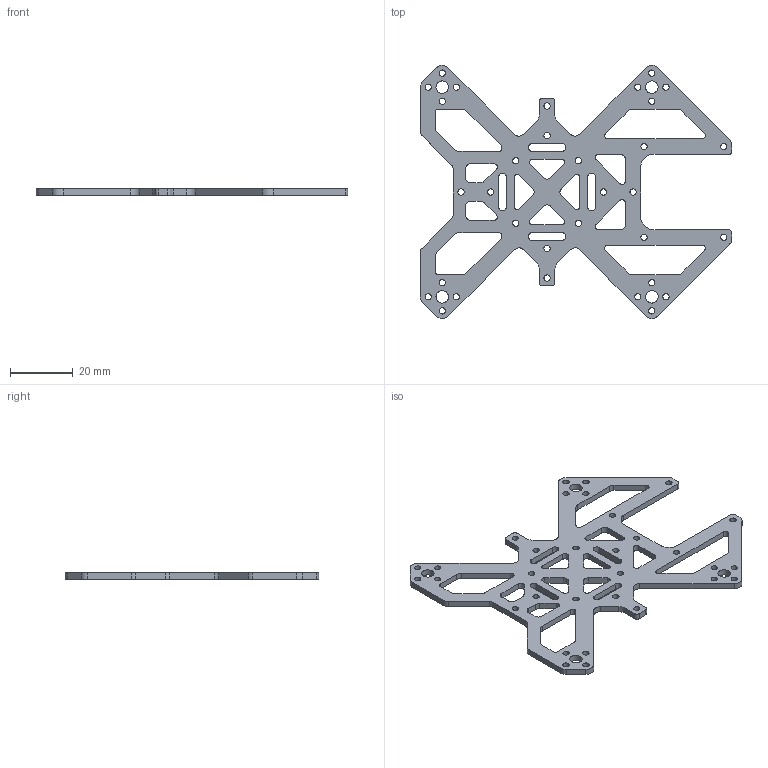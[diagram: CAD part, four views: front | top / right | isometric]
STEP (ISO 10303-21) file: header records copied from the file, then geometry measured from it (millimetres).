
FILE_DESCRIPTION(('FreeCAD Model'),'2;1');
FILE_NAME('Open CASCADE Shape Model','2024-12-21T14:58:39',(''),(''), 'Open CASCADE STEP processor 7.8','FreeCAD','Unknown');
FILE_SCHEMA(('AUTOMOTIVE_DESIGN { 1 0 10303 214 1 1 1 1 }'));
Length unit declared in the file: millimetre
Products named in the file (1): Scale
Bounding box: 99.5 x 81 x 2 mm (x, y, z)
Volume: 6403.5 mm3; surface area: 9020.6 mm2
Topology: 1 solids, 1 shells, 202 faces, 600 edges, 400 vertices
Faces by surface type: bspline 202
Entity records: 7476 total; most frequent: CARTESIAN_POINT 3985, ORIENTED_EDGE 1200, EDGE_CURVE 600, VERTEX_POINT 400, B_SPLINE_CURVE_WITH_KNOTS 364, FACE_BOUND 306, EDGE_LOOP 306, ADVANCED_FACE 202
